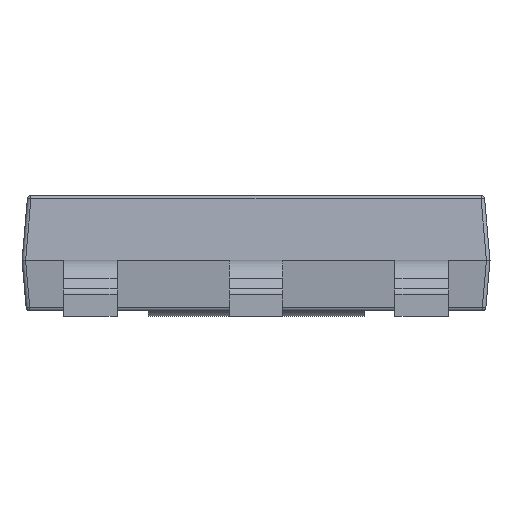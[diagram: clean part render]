
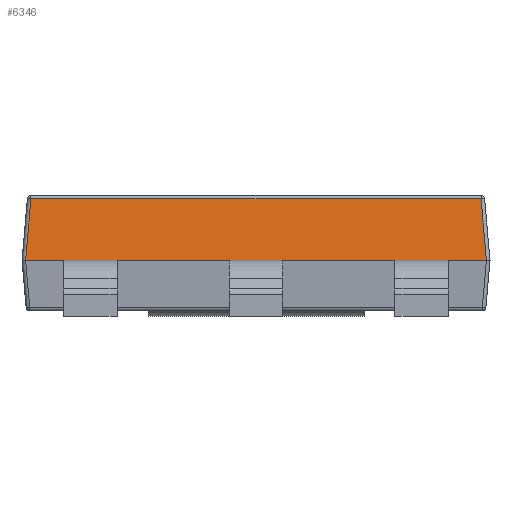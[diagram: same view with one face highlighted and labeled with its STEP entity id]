
A CAD part, front view. The second image highlights one B-rep face of the part: STEP entity #6346.
In plain terms, the highlighted planar face has unit normal (0, -0.996, 0.087).
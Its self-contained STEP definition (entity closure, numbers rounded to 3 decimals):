
#385 = EDGE_CURVE('',#386,#388,#390,.T.);
#386 = VERTEX_POINT('',#387);
#387 = CARTESIAN_POINT('',(-3.2,-1.72,0.78));
#388 = VERTEX_POINT('',#389);
#389 = CARTESIAN_POINT('',(-2.67,-1.72,0.78));
#390 = LINE('',#391,#392);
#391 = CARTESIAN_POINT('',(3.25,-1.72,0.78));
#392 = VECTOR('',#393,1.);
#393 = DIRECTION('',(1.,0.,0.));
#403 = VERTEX_POINT('',#404);
#404 = CARTESIAN_POINT('',(3.2,-1.72,0.78));
#410 = EDGE_CURVE('',#411,#403,#413,.T.);
#411 = VERTEX_POINT('',#412);
#412 = CARTESIAN_POINT('',(2.67,-1.72,0.78));
#413 = LINE('',#414,#415);
#414 = CARTESIAN_POINT('',(3.25,-1.72,0.78));
#415 = VECTOR('',#416,1.);
#416 = DIRECTION('',(1.,0.,0.));
#435 = VERTEX_POINT('',#436);
#436 = CARTESIAN_POINT('',(1.93,-1.72,0.78));
#442 = EDGE_CURVE('',#443,#435,#445,.T.);
#443 = VERTEX_POINT('',#444);
#444 = CARTESIAN_POINT('',(0.37,-1.72,0.78));
#445 = LINE('',#446,#447);
#446 = CARTESIAN_POINT('',(3.25,-1.72,0.78));
#447 = VECTOR('',#448,1.);
#448 = DIRECTION('',(1.,0.,0.));
#467 = VERTEX_POINT('',#468);
#468 = CARTESIAN_POINT('',(-0.37,-1.72,0.78));
#474 = EDGE_CURVE('',#475,#467,#477,.T.);
#475 = VERTEX_POINT('',#476);
#476 = CARTESIAN_POINT('',(-1.93,-1.72,0.78));
#477 = LINE('',#478,#479);
#478 = CARTESIAN_POINT('',(3.25,-1.72,0.78));
#479 = VECTOR('',#480,1.);
#480 = DIRECTION('',(1.,0.,0.));
#1634 = VERTEX_POINT('',#1635);
#1635 = CARTESIAN_POINT('',(3.125,-1.645,1.634
    ));
#1642 = EDGE_CURVE('',#403,#1634,#1643,.T.);
#1643 = LINE('',#1644,#1645);
#1644 = CARTESIAN_POINT('',(3.2,-1.72,0.78));
#1645 = VECTOR('',#1646,1.);
#1646 = DIRECTION('',(-0.087,0.087,
    0.992));
#1692 = VERTEX_POINT('',#1693);
#1693 = CARTESIAN_POINT('',(-3.125,-1.645,
    1.634));
#1702 = EDGE_CURVE('',#1692,#386,#1703,.T.);
#1703 = LINE('',#1704,#1705);
#1704 = CARTESIAN_POINT('',(-3.125,-1.645,
    1.634));
#1705 = VECTOR('',#1706,1.);
#1706 = DIRECTION('',(-0.087,-0.087,
    -0.992));
#1802 = EDGE_CURVE('',#388,#475,#1803,.T.);
#1803 = LINE('',#1804,#1805);
#1804 = CARTESIAN_POINT('',(3.25,-1.72,0.78));
#1805 = VECTOR('',#1806,1.);
#1806 = DIRECTION('',(1.,0.,0.));
#1904 = EDGE_CURVE('',#467,#443,#1905,.T.);
#1905 = LINE('',#1906,#1907);
#1906 = CARTESIAN_POINT('',(3.25,-1.72,0.78));
#1907 = VECTOR('',#1908,1.);
#1908 = DIRECTION('',(1.,0.,0.));
#2142 = EDGE_CURVE('',#435,#411,#2143,.T.);
#2143 = LINE('',#2144,#2145);
#2144 = CARTESIAN_POINT('',(3.25,-1.72,0.78));
#2145 = VECTOR('',#2146,1.);
#2146 = DIRECTION('',(1.,0.,0.));
#6087 = EDGE_CURVE('',#1692,#1634,#6088,.T.);
#6088 = LINE('',#6089,#6090);
#6089 = CARTESIAN_POINT('',(3.25,-1.645,1.634));
#6090 = VECTOR('',#6091,1.);
#6091 = DIRECTION('',(1.,0.,0.));
#6346 = ADVANCED_FACE('',(#6347),#6359,.T.);
#6347 = FACE_BOUND('',#6348,.T.);
#6348 = EDGE_LOOP('',(#6349,#6350,#6351,#6352,#6353,#6354,#6355,#6356,
    #6357,#6358));
#6349 = ORIENTED_EDGE('',*,*,#442,.T.);
#6350 = ORIENTED_EDGE('',*,*,#2142,.T.);
#6351 = ORIENTED_EDGE('',*,*,#410,.T.);
#6352 = ORIENTED_EDGE('',*,*,#1642,.T.);
#6353 = ORIENTED_EDGE('',*,*,#6087,.F.);
#6354 = ORIENTED_EDGE('',*,*,#1702,.T.);
#6355 = ORIENTED_EDGE('',*,*,#385,.T.);
#6356 = ORIENTED_EDGE('',*,*,#1802,.T.);
#6357 = ORIENTED_EDGE('',*,*,#474,.T.);
#6358 = ORIENTED_EDGE('',*,*,#1904,.T.);
#6359 = PLANE('',#6360);
#6360 = AXIS2_PLACEMENT_3D('',#6361,#6362,#6363);
#6361 = CARTESIAN_POINT('',(3.25,-1.72,0.78));
#6362 = DIRECTION('',(0.,-0.996,
    0.087));
#6363 = DIRECTION('',(0.,0.087,
    0.996));
